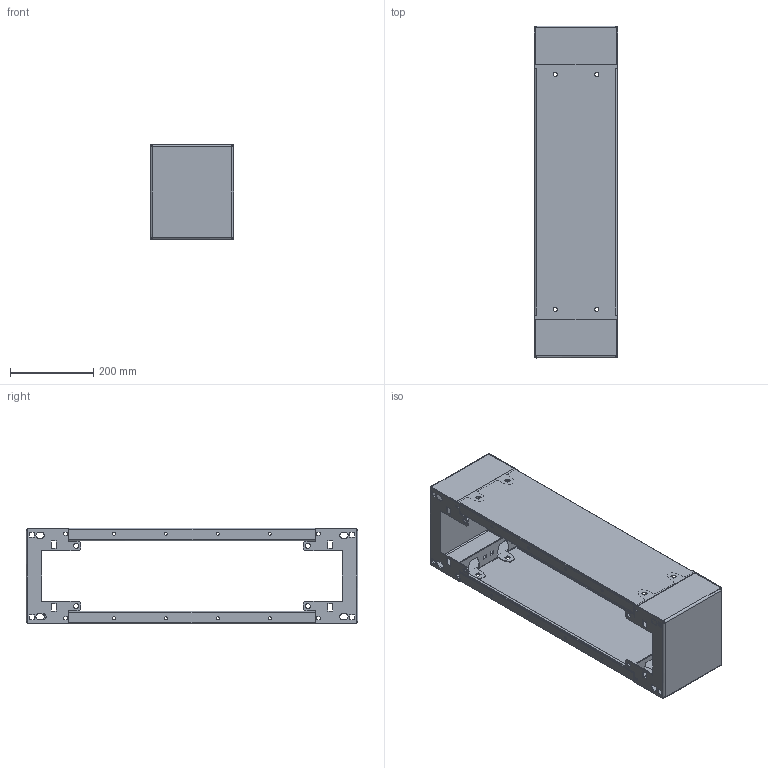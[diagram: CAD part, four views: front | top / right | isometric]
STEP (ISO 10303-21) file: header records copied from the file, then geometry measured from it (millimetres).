
FILE_DESCRIPTION((''),'2;1');
FILE_NAME('ZCLA208025.stp','2016-10-27T10:22:39',('User'),( 'SDRC'),'I-DEAS Master Series 9','UNIX','Yes');
FILE_SCHEMA(('CONFIG_CONTROL_DESIGN', 'GEOMETRIC_VALIDATION_PROPERTIES_MIM','SHAPE_APPEARANCE_LAYER_MIM'));
Length unit declared in the file: millimetre
Assembly tree (4 placements, depth 0):
Bounding box: 200 x 798 x 230.5 mm (x, y, z)
Volume: 998002.5 mm3; surface area: 1184396.4 mm2
Topology: 4 solids, 4 shells, 656 faces, 1904 edges, 1240 vertices
Faces by surface type: bspline 656
Entity records: 10735 total; most frequent: CARTESIAN_POINT 4478, ORIENTED_EDGE 1904, EDGE_CURVE 952, QUASI_UNIFORM_CURVE 828, VERTEX_POINT 620, EDGE_LOOP 408, FACE_OUTER_BOUND 328, ADVANCED_FACE 328
